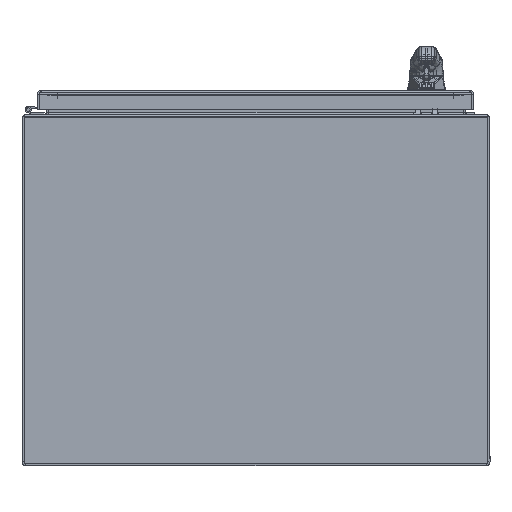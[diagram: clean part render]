
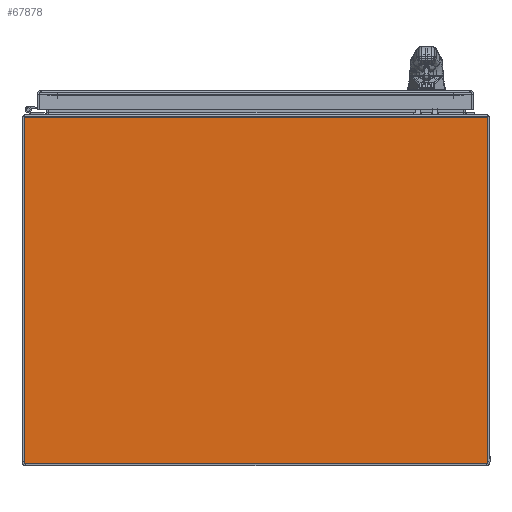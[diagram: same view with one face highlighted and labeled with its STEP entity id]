
A CAD part, front view. The second image highlights one B-rep face of the part: STEP entity #67878.
In plain terms, the highlighted face is planar.
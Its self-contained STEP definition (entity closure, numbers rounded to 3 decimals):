
#13828=FACE_OUTER_BOUND('',#16760,.T.);
#16760=EDGE_LOOP('',(#50302,#50303,#50304,#50305));
#19948=LINE('',#96373,#25042);
#19953=LINE('',#96389,#25047);
#19956=LINE('',#96395,#25050);
#19957=LINE('',#96396,#25051);
#25042=VECTOR('',#78487,0.394);
#25047=VECTOR('',#78508,0.394);
#25050=VECTOR('',#78513,0.394);
#25051=VECTOR('',#78514,0.394);
#30059=VERTEX_POINT('',#96370);
#30060=VERTEX_POINT('',#96372);
#30063=VERTEX_POINT('',#96388);
#30065=VERTEX_POINT('',#96394);
#39414=EDGE_CURVE('',#30060,#30059,#19948,.T.);
#39422=EDGE_CURVE('',#30060,#30063,#19953,.T.);
#39425=EDGE_CURVE('',#30065,#30059,#19956,.T.);
#39426=EDGE_CURVE('',#30063,#30065,#19957,.T.);
#50302=ORIENTED_EDGE('',*,*,#39414,.T.);
#50303=ORIENTED_EDGE('',*,*,#39425,.F.);
#50304=ORIENTED_EDGE('',*,*,#39426,.F.);
#50305=ORIENTED_EDGE('',*,*,#39422,.F.);
#64264=PLANE('',#71689);
#67878=ADVANCED_FACE('',(#13828),#64264,.T.);
#71689=AXIS2_PLACEMENT_3D('',#96393,#78511,#78512);
#78487=DIRECTION('',(1.,0.,0.));
#78508=DIRECTION('',(0.,1.,0.));
#78511=DIRECTION('center_axis',(0.,0.,1.));
#78512=DIRECTION('ref_axis',(1.,0.,0.));
#78513=DIRECTION('',(0.,-1.,0.));
#78514=DIRECTION('',(1.,0.,0.));
#96370=CARTESIAN_POINT('',(11.959,-8.813,0.104));
#96372=CARTESIAN_POINT('',(-11.959,-8.813,0.104));
#96373=CARTESIAN_POINT('',(-5.979,-8.813,0.104));
#96388=CARTESIAN_POINT('',(-11.959,9.011,0.104));
#96389=CARTESIAN_POINT('',(-11.959,-9.011,0.104));
#96393=CARTESIAN_POINT('Origin',(0.,0.,
0.104));
#96394=CARTESIAN_POINT('',(11.959,9.01,0.104));
#96395=CARTESIAN_POINT('',(11.959,9.01,0.104));
#96396=CARTESIAN_POINT('',(-11.959,9.011,0.104));
